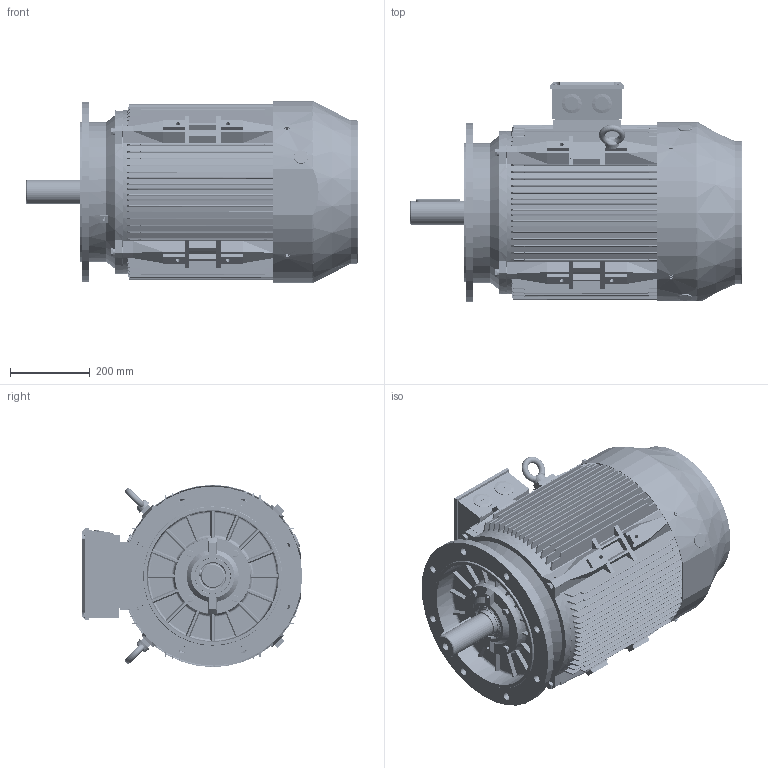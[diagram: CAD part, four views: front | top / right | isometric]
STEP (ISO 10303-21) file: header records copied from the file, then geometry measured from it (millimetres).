
FILE_DESCRIPTION (( 'STEP AP203' ), '1' );
FILE_NAME ('TC 225M B5外形图.STEP', '2013-02-28T07:10:29', ( '微软用户' ), ( '微软中国' ), 'SwSTEP 2.0', 'SolidWorks 2008', '' );
FILE_SCHEMA (( 'CONFIG_CONTROL_DESIGN' ));
Products named in the file (27): TC225M B5机座_默认; 6313_默认; TC 225 轴承内盖_默认; TC 225 轴承外盖DE_默认; TC 200-225接线盒盖_默认; M6-20_默认; 12_默认; 10_默认; M12-45_默认; TC 225 B5 端盖_默认; TC 225M B5俋倛芞; TC 225 B3 端盖(后）_默认; TC 225 轴承外盖NDE_默认; TC 225M转子_默认; TC 225M-4.6.8 轴_默认; 油封65-90-10_默认; TC 225-4P 风叶_默认; TC 200-225接线盒_默认; TC 200-225接线盒座_默认; 螺塞M40_默认; 铜油嘴_默认; 扣塞_默认; M10-70_默认; M6-10_默认; 吊环M16_默认; 平键18-110_默认; TC 225风罩_默认
Assembly tree (51 placements, depth 3):
  TC 225M B5俋倛芞
    TC 225 B3 端盖(后）_默认
    M6-10_默认  x4
    10_默认  x4
    M10-70_默认  x4
    M12-45_默认  x4
    铜油嘴_默认  x2
    平键18-110_默认
    TC 225 B5 端盖_默认
    TC 200-225接线盒_默认
      M6-20_默认  x4
      TC 200-225接线盒盖_默认
      TC 200-225接线盒座_默认
      螺塞M40_默认  x2
    扣塞_默认  x2
    吊环M16_默认  x2
    TC225M B5机座_默认
    TC 225 轴承外盖DE_默认
    TC 225 轴承内盖_默认  x2
    TC 225 轴承外盖NDE_默认
    油封65-90-10_默认  x2
    TC 225-4P 风叶_默认
    12_默认  x4
    TC 225风罩_默认
    TC 225M转子_默认
      6313_默认  x2
      TC 225M-4.6.8 轴_默认
Bounding box: 834.52 x 554 x 458.4 mm (x, y, z)
Volume: 21402837.5 mm3; surface area: 5154415.6 mm2
Topology: 51 solids, 52 shells, 7926 faces, 22914 edges, 15096 vertices
Faces by surface type: plane 3886, cylinder 3067, cone 425, torus 362, bspline 122, sphere 64
Entity records: 255566 total; most frequent: CARTESIAN_POINT 61352, ORIENTED_EDGE 40772, DIRECTION 39168, EDGE_CURVE 20386, AXIS2_PLACEMENT_3D 13633, VERTEX_POINT 13482, VECTOR 11902, LINE 11902
